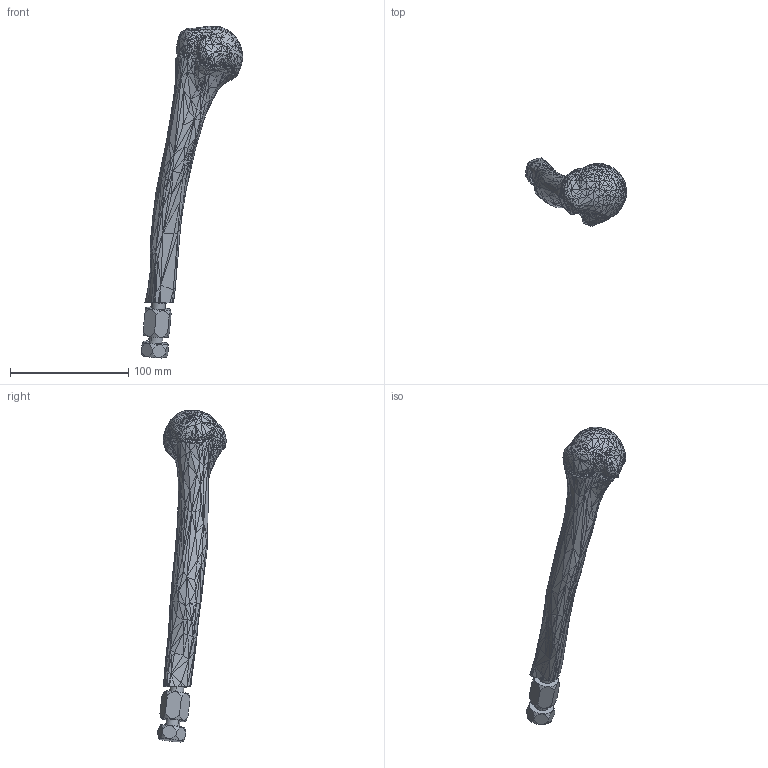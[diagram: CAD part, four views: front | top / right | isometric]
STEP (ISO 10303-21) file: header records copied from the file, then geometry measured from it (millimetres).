
FILE_DESCRIPTION(('FreeCAD Model'),'2;1');
FILE_NAME('Open CASCADE Shape Model','2025-04-29T07:10:59',('FreeCAD'),( 'FreeCAD'),'Open CASCADE STEP processor 7.6','FreeCAD','Unknown');
FILE_SCHEMA(('AUTOMOTIVE_DESIGN { 1 0 10303 214 1 1 1 1 }'));
Products named in the file (1): Open CASCADE STEP translator 7.6 1
Bounding box: 85.69 x 58.19 x 280.98 mm (x, y, z)
Volume: 201121.5 mm3; surface area: 44217.9 mm2
Topology: 4 solids, 4 shells, 2834 faces, 4701 edges, 1858 vertices
Faces by surface type: bspline 2834
Entity records: 166829 total; most frequent: CARTESIAN_POINT 135375, ORIENTED_EDGE 9398, EDGE_CURVE 4699, B_SPLINE_CURVE_WITH_KNOTS 4357, FACE_BOUND 2847, EDGE_LOOP 2847, ADVANCED_FACE 2834, B_SPLINE_SURFACE_WITH_KNOTS 2591
